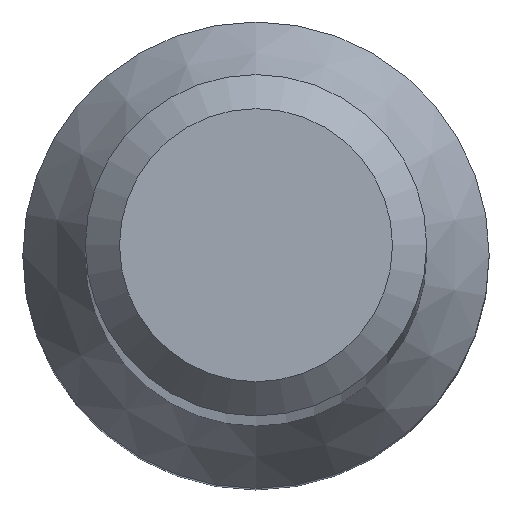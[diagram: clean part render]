
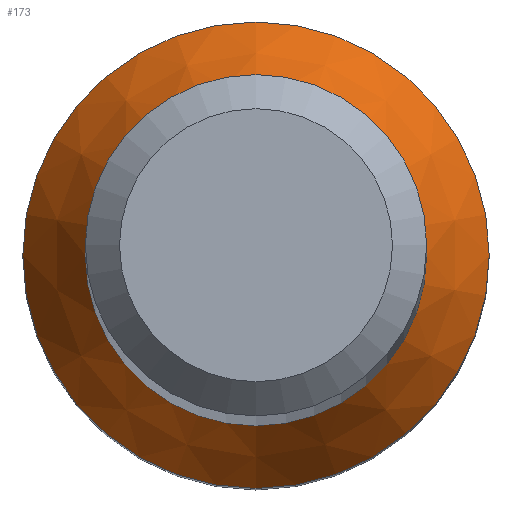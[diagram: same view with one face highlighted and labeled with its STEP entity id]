
A CAD part, top view. The second image highlights one B-rep face of the part: STEP entity #173.
In plain terms, the highlighted conical face has half-angle 30 degrees and reference radius 4.1 mm.
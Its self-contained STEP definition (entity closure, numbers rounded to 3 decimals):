
#2 = EDGE_LOOP ( 'NONE', ( #9 ) ) ;
#8 = CONICAL_SURFACE ( 'NONE', #178, 4.1, 0.524 ) ;
#9 = ORIENTED_EDGE ( 'NONE', *, *, #54, .F. ) ;
#19 = DIRECTION ( 'NONE',  ( 0., 0., -1. ) ) ;
#21 = EDGE_CURVE ( 'NONE', #94, #94, #196, .T. ) ;
#28 = DIRECTION ( 'NONE',  ( 0., 0., -1. ) ) ;
#30 = AXIS2_PLACEMENT_3D ( 'NONE', #172, #19, #155 ) ;
#36 = DIRECTION ( 'NONE',  ( 0., 1., 0. ) ) ;
#40 = VERTEX_POINT ( 'NONE', #60 ) ;
#54 = EDGE_CURVE ( 'NONE', #40, #40, #159, .T. ) ;
#60 = CARTESIAN_POINT ( 'NONE',  ( 0., 4.1, 16. ) ) ;
#69 = FACE_BOUND ( 'NONE', #85, .T. ) ;
#79 = CARTESIAN_POINT ( 'NONE',  ( 0., 3., 17.905 ) ) ;
#85 = EDGE_LOOP ( 'NONE', ( #160 ) ) ;
#94 = VERTEX_POINT ( 'NONE', #79 ) ;
#119 = CARTESIAN_POINT ( 'NONE',  ( 0., 0., 16. ) ) ;
#124 = AXIS2_PLACEMENT_3D ( 'NONE', #153, #131, #36 ) ;
#131 = DIRECTION ( 'NONE',  ( 0., 0., -1. ) ) ;
#153 = CARTESIAN_POINT ( 'NONE',  ( 0., 0., 17.905 ) ) ;
#155 = DIRECTION ( 'NONE',  ( 0., 1., 0. ) ) ;
#159 = CIRCLE ( 'NONE', #30, 4.1 ) ;
#160 = ORIENTED_EDGE ( 'NONE', *, *, #21, .T. ) ;
#172 = CARTESIAN_POINT ( 'NONE',  ( 0., 0., 16. ) ) ;
#173 = ADVANCED_FACE ( 'NONE', ( #69, #202 ), #8, .T. ) ;
#178 = AXIS2_PLACEMENT_3D ( 'NONE', #119, #28, #237 ) ;
#196 = CIRCLE ( 'NONE', #124, 3. ) ;
#202 = FACE_OUTER_BOUND ( 'NONE', #2, .T. ) ;
#237 = DIRECTION ( 'NONE',  ( 0., 1., 0. ) ) ;
